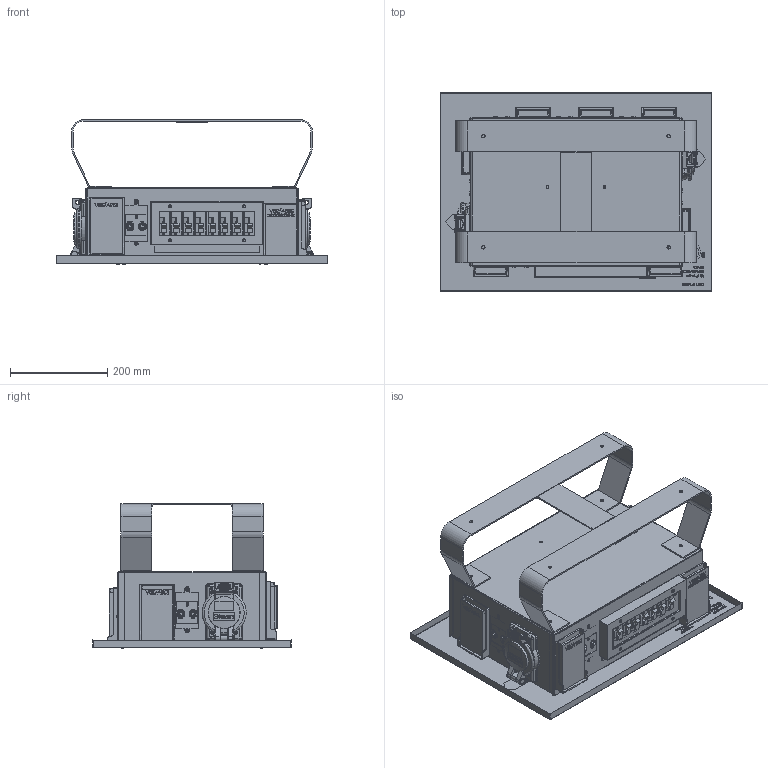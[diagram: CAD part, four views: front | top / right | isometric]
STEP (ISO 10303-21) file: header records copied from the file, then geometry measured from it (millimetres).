
FILE_DESCRIPTION (( 'STEP AP214' ), '1' );
FILE_NAME ('CATSTD-PB101-000.STEP', '2019-08-15T17:51:26', ( '' ), ( '' ), 'SwSTEP 2.0', 'SolidWorks 2017', '' );
FILE_SCHEMA (( 'AUTOMOTIVE_DESIGN' ));
Length unit declared in the file: inch
Products named in the file (1): CATSTD-PB101-000
Bounding box: 558.8 x 407.97 x 297.03 mm (x, y, z)
Surface area: 1681351.7 mm2 (no closed solid volume)
Topology: 0 solids, 189 shells, 2074 faces, 14827 edges, 13265 vertices
Faces by surface type: plane 1398, cylinder 376, cone 117, torus 67, bspline 62, sphere 54
Entity records: 205232 total; most frequent: CARTESIAN_POINT 73167, ORIENTED_EDGE 21484, DIRECTION 17396, EDGE_CURVE 14797, VERTEX_POINT 13255, LINE 8382, VECTOR 8382, AXIS2_PLACEMENT_3D 4507
